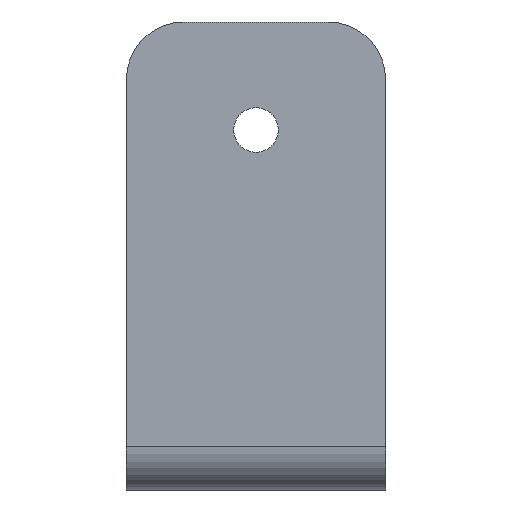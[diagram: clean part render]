
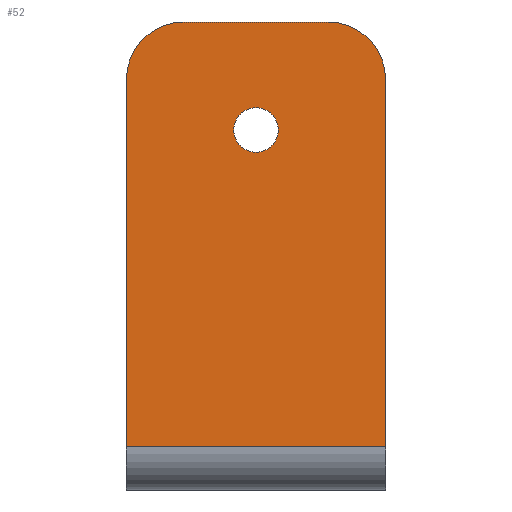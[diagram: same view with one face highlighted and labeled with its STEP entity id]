
A CAD part, left-side view. The second image highlights one B-rep face of the part: STEP entity #52.
In plain terms, the highlighted planar face has unit normal (-1, 0, 0).
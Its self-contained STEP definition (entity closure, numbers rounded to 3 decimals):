
#4 = VECTOR ( 'NONE', #185, 1000. ) ;
#14 = VERTEX_POINT ( 'NONE', #518 ) ;
#52 = ADVANCED_FACE ( 'NONE', ( #373, #235 ), #84, .F. ) ;
#54 = CARTESIAN_POINT ( 'NONE',  ( -32.5, 18., 6. ) ) ;
#56 = VERTEX_POINT ( 'NONE', #73 ) ;
#73 = CARTESIAN_POINT ( 'NONE',  ( -32.5, -18., 6. ) ) ;
#80 = ORIENTED_EDGE ( 'NONE', *, *, #718, .F. ) ;
#84 = PLANE ( 'NONE',  #366 ) ;
#94 = ORIENTED_EDGE ( 'NONE', *, *, #170, .F. ) ;
#95 = DIRECTION ( 'NONE',  ( 0., 0., 1. ) ) ;
#96 = ORIENTED_EDGE ( 'NONE', *, *, #554, .F. ) ;
#118 = VECTOR ( 'NONE', #299, 1000. ) ;
#121 = EDGE_LOOP ( 'NONE', ( #94, #96, #367, #254, #680, #80 ) ) ;
#123 = DIRECTION ( 'NONE',  ( 0., 0., 1. ) ) ;
#142 = VERTEX_POINT ( 'NONE', #259 ) ;
#148 = LINE ( 'NONE', #521, #610 ) ;
#170 = EDGE_CURVE ( 'NONE', #399, #142, #432, .T. ) ;
#173 = CARTESIAN_POINT ( 'NONE',  ( -32.5, -18., 57. ) ) ;
#185 = DIRECTION ( 'NONE',  ( 0., -1., 0. ) ) ;
#186 = AXIS2_PLACEMENT_3D ( 'NONE', #643, #589, #377 ) ;
#188 = DIRECTION ( 'NONE',  ( 0., 0., -1. ) ) ;
#201 = DIRECTION ( 'NONE',  ( 1., 0., 0. ) ) ;
#207 = CARTESIAN_POINT ( 'NONE',  ( -32.5, 0., 53.1 ) ) ;
#234 = DIRECTION ( 'NONE',  ( 0., 0., 1. ) ) ;
#235 = FACE_OUTER_BOUND ( 'NONE', #121, .T. ) ;
#245 = AXIS2_PLACEMENT_3D ( 'NONE', #644, #708, #546 ) ;
#254 = ORIENTED_EDGE ( 'NONE', *, *, #353, .F. ) ;
#259 = CARTESIAN_POINT ( 'NONE',  ( -32.5, 18., 57. ) ) ;
#260 = AXIS2_PLACEMENT_3D ( 'NONE', #398, #453, #123 ) ;
#277 = VECTOR ( 'NONE', #95, 1000. ) ;
#299 = DIRECTION ( 'NONE',  ( 0., 1., 0. ) ) ;
#315 = LINE ( 'NONE', #401, #4 ) ;
#327 = VERTEX_POINT ( 'NONE', #173 ) ;
#353 = EDGE_CURVE ( 'NONE', #584, #327, #423, .T. ) ;
#363 = CIRCLE ( 'NONE', #186, 8. ) ;
#366 = AXIS2_PLACEMENT_3D ( 'NONE', #462, #201, #470 ) ;
#367 = ORIENTED_EDGE ( 'NONE', *, *, #412, .F. ) ;
#373 = FACE_BOUND ( 'NONE', #400, .T. ) ;
#377 = DIRECTION ( 'NONE',  ( 0., 0., 1. ) ) ;
#380 = CIRCLE ( 'NONE', #245, 3.1 ) ;
#387 = AXIS2_PLACEMENT_3D ( 'NONE', #561, #441, #234 ) ;
#398 = CARTESIAN_POINT ( 'NONE',  ( -32.5, 0., 50. ) ) ;
#399 = VERTEX_POINT ( 'NONE', #54 ) ;
#400 = EDGE_LOOP ( 'NONE', ( #509, #710 ) ) ;
#401 = CARTESIAN_POINT ( 'NONE',  ( -32.5, 18., 65. ) ) ;
#412 = EDGE_CURVE ( 'NONE', #327, #56, #148, .T. ) ;
#423 = CIRCLE ( 'NONE', #387, 8. ) ;
#430 = CARTESIAN_POINT ( 'NONE',  ( -32.5, 18., 6. ) ) ;
#432 = LINE ( 'NONE', #430, #277 ) ;
#441 = DIRECTION ( 'NONE',  ( 1., 0., 0. ) ) ;
#450 = EDGE_CURVE ( 'NONE', #14, #584, #315, .T. ) ;
#453 = DIRECTION ( 'NONE',  ( 1., 0., 0. ) ) ;
#462 = CARTESIAN_POINT ( 'NONE',  ( -32.5, 0., 32.107 ) ) ;
#468 = VERTEX_POINT ( 'NONE', #568 ) ;
#470 = DIRECTION ( 'NONE',  ( 0., 0., -1. ) ) ;
#509 = ORIENTED_EDGE ( 'NONE', *, *, #689, .T. ) ;
#518 = CARTESIAN_POINT ( 'NONE',  ( -32.5, 10., 65. ) ) ;
#521 = CARTESIAN_POINT ( 'NONE',  ( -32.5, -18., 6. ) ) ;
#531 = EDGE_CURVE ( 'NONE', #468, #673, #579, .T. ) ;
#546 = DIRECTION ( 'NONE',  ( 0., 0., 1. ) ) ;
#554 = EDGE_CURVE ( 'NONE', #56, #399, #721, .T. ) ;
#561 = CARTESIAN_POINT ( 'NONE',  ( -32.5, -10., 57. ) ) ;
#568 = CARTESIAN_POINT ( 'NONE',  ( -32.5, 0., 46.9 ) ) ;
#579 = CIRCLE ( 'NONE', #260, 3.1 ) ;
#584 = VERTEX_POINT ( 'NONE', #638 ) ;
#589 = DIRECTION ( 'NONE',  ( 1., 0., 0. ) ) ;
#610 = VECTOR ( 'NONE', #188, 1000. ) ;
#620 = CARTESIAN_POINT ( 'NONE',  ( -32.5, 0., 6. ) ) ;
#638 = CARTESIAN_POINT ( 'NONE',  ( -32.5, -10., 65. ) ) ;
#643 = CARTESIAN_POINT ( 'NONE',  ( -32.5, 10., 57. ) ) ;
#644 = CARTESIAN_POINT ( 'NONE',  ( -32.5, 0., 50. ) ) ;
#673 = VERTEX_POINT ( 'NONE', #207 ) ;
#680 = ORIENTED_EDGE ( 'NONE', *, *, #450, .F. ) ;
#689 = EDGE_CURVE ( 'NONE', #673, #468, #380, .T. ) ;
#708 = DIRECTION ( 'NONE',  ( 1., 0., 0. ) ) ;
#710 = ORIENTED_EDGE ( 'NONE', *, *, #531, .T. ) ;
#718 = EDGE_CURVE ( 'NONE', #142, #14, #363, .T. ) ;
#721 = LINE ( 'NONE', #620, #118 ) ;
